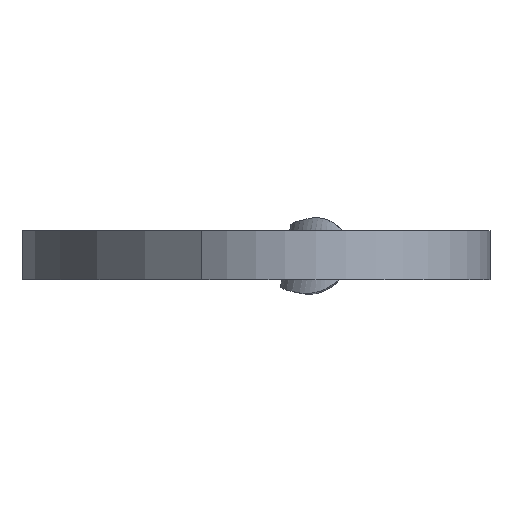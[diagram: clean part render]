
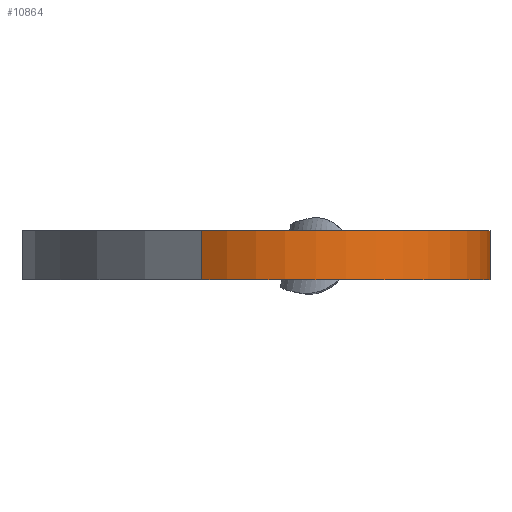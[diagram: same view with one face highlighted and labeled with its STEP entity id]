
A CAD part, left-side view. The second image highlights one B-rep face of the part: STEP entity #10864.
In plain terms, the highlighted cylindrical face has radius 43.737 mm (diameter 87.473 mm), a partial arc.
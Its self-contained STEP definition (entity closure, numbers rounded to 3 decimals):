
#114 = VERTEX_POINT ( 'NONE', #9386 ) ;
#835 = EDGE_CURVE ( 'NONE', #8129, #8230, #5537, .T. ) ;
#961 = EDGE_CURVE ( 'NONE', #2558, #114, #5116, .T. ) ;
#1190 = ORIENTED_EDGE ( 'NONE', *, *, #961, .F. ) ;
#1214 = CYLINDRICAL_SURFACE ( 'NONE', #10748, 43.737 ) ;
#1295 = DIRECTION ( 'NONE',  ( 0., 0., -1. ) ) ;
#2558 = VERTEX_POINT ( 'NONE', #11189 ) ;
#2742 = VECTOR ( 'NONE', #1295, 1000. ) ;
#2942 = EDGE_CURVE ( 'NONE', #8129, #2558, #4554, .T. ) ;
#3036 = DIRECTION ( 'NONE',  ( 1., 0., 0. ) ) ;
#3341 = ORIENTED_EDGE ( 'NONE', *, *, #2942, .F. ) ;
#3421 = CARTESIAN_POINT ( 'NONE',  ( -56.263, -13.763, -6. ) ) ;
#3423 = CIRCLE ( 'NONE', #10324, 43.737 ) ;
#3547 = EDGE_CURVE ( 'NONE', #8230, #114, #3423, .T. ) ;
#3727 = CARTESIAN_POINT ( 'NONE',  ( -56.263, -13.763, 0. ) ) ;
#4014 = ORIENTED_EDGE ( 'NONE', *, *, #835, .T. ) ;
#4287 = DIRECTION ( 'NONE',  ( -0.79, 0.614, 0. ) ) ;
#4436 = DIRECTION ( 'NONE',  ( -0.79, 0.614, 0. ) ) ;
#4554 = CIRCLE ( 'NONE', #6727, 43.737 ) ;
#5116 = LINE ( 'NONE', #5755, #2742 ) ;
#5203 = CARTESIAN_POINT ( 'NONE',  ( -56.263, -13.763, 6. ) ) ;
#5378 = DIRECTION ( 'NONE',  ( 0., 0., 1. ) ) ;
#5537 = LINE ( 'NONE', #10898, #10307 ) ;
#5586 = DIRECTION ( 'NONE',  ( 0., 0., 1. ) ) ;
#5714 = CARTESIAN_POINT ( 'NONE',  ( -90.794, 13.079, -6. ) ) ;
#5755 = CARTESIAN_POINT ( 'NONE',  ( -56.263, -57.5, -6. ) ) ;
#6708 = FACE_OUTER_BOUND ( 'NONE', #8511, .T. ) ;
#6727 = AXIS2_PLACEMENT_3D ( 'NONE', #5203, #8807, #4287 ) ;
#8129 = VERTEX_POINT ( 'NONE', #11477 ) ;
#8230 = VERTEX_POINT ( 'NONE', #5714 ) ;
#8511 = EDGE_LOOP ( 'NONE', ( #1190, #3341, #4014, #10098 ) ) ;
#8807 = DIRECTION ( 'NONE',  ( 0., 0., 1. ) ) ;
#9386 = CARTESIAN_POINT ( 'NONE',  ( -56.263, -57.5, -6. ) ) ;
#10098 = ORIENTED_EDGE ( 'NONE', *, *, #3547, .T. ) ;
#10113 = DIRECTION ( 'NONE',  ( 0., 0., -1. ) ) ;
#10307 = VECTOR ( 'NONE', #10113, 1000. ) ;
#10324 = AXIS2_PLACEMENT_3D ( 'NONE', #3421, #5378, #4436 ) ;
#10748 = AXIS2_PLACEMENT_3D ( 'NONE', #3727, #5586, #3036 ) ;
#10864 = ADVANCED_FACE ( 'NONE', ( #6708 ), #1214, .T. ) ;
#10898 = CARTESIAN_POINT ( 'NONE',  ( -90.794, 13.079, -6. ) ) ;
#11189 = CARTESIAN_POINT ( 'NONE',  ( -56.263, -57.5, 6. ) ) ;
#11477 = CARTESIAN_POINT ( 'NONE',  ( -90.794, 13.079, 6. ) ) ;
